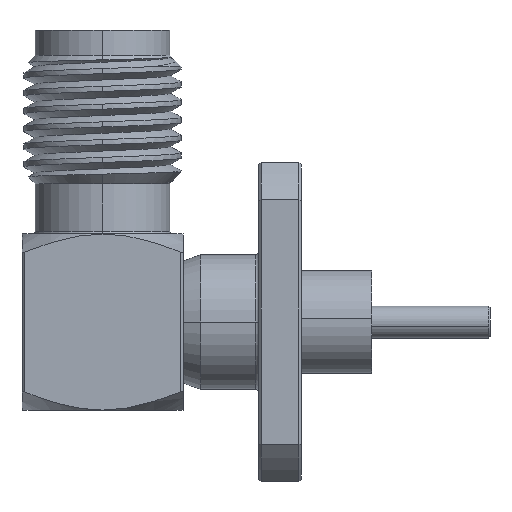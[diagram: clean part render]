
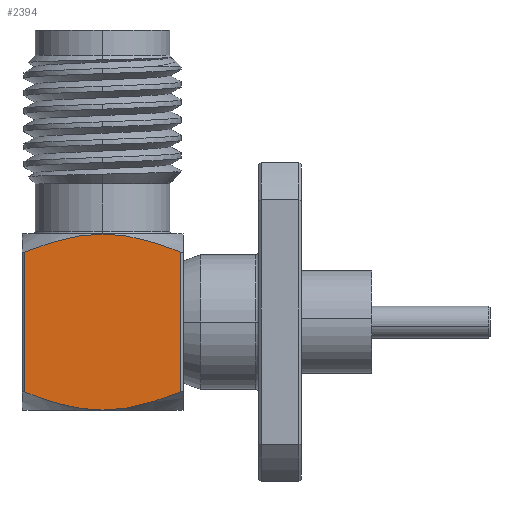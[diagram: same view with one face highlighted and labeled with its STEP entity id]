
A CAD part, left-side view. The second image highlights one B-rep face of the part: STEP entity #2394.
In plain terms, the highlighted planar face has unit normal (-1, 0, 0).
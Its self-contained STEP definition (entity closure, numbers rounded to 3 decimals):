
#84 = VERTEX_POINT ( 'NONE', #3569 ) ;
#220 = CARTESIAN_POINT ( 'NONE',  ( -3.2, 2.598, -8.623 ) ) ;
#288 = CARTESIAN_POINT ( 'NONE',  ( -3.2, -3.092, -8.822 ) ) ;
#389 = CARTESIAN_POINT ( 'NONE',  ( -3.2, 3.092, -14.378 ) ) ;
#524 = CARTESIAN_POINT ( 'NONE',  ( -3.2, 0.266, -8.1 ) ) ;
#554 = EDGE_LOOP ( 'NONE', ( #681, #4585, #3812, #2007, #2031, #2227 ) ) ;
#658 = B_SPLINE_CURVE_WITH_KNOTS ( 'NONE', 3,
 ( #288, #1733, #2466, #693, #3174, #1757 ),
 .UNSPECIFIED., .F., .F.,
 ( 4, 2, 4 ),
 ( 0.007, 0.009, 0.011 ),
 .UNSPECIFIED. ) ;
#681 = ORIENTED_EDGE ( 'NONE', *, *, #3376, .T. ) ;
#687 = CARTESIAN_POINT ( 'NONE',  ( -3.2, -3.2, 13.364 ) ) ;
#693 = CARTESIAN_POINT ( 'NONE',  ( -3.2, -1.057, -8.179 ) ) ;
#802 = CARTESIAN_POINT ( 'NONE',  ( -3.2, -3.092, 0. ) ) ;
#822 = VERTEX_POINT ( 'NONE', #895 ) ;
#871 = CARTESIAN_POINT ( 'NONE',  ( -3.2, 0., -15.1 ) ) ;
#895 = CARTESIAN_POINT ( 'NONE',  ( -3.2, 0., -15.1 ) ) ;
#1119 = CARTESIAN_POINT ( 'NONE',  ( -3.2, 1.057, -15.021 ) ) ;
#1187 = CARTESIAN_POINT ( 'NONE',  ( -3.2, 0.531, -15.1 ) ) ;
#1221 = CARTESIAN_POINT ( 'NONE',  ( -3.2, -1.326, -14.952 ) ) ;
#1276 = CARTESIAN_POINT ( 'NONE',  ( -3.2, 2.097, -8.445 ) ) ;
#1334 = AXIS2_PLACEMENT_3D ( 'NONE', #687, #1387, #4247 ) ;
#1387 = DIRECTION ( 'NONE',  ( -1., 0., 0. ) ) ;
#1426 = EDGE_CURVE ( 'NONE', #3971, #4035, #658, .T. ) ;
#1548 = CARTESIAN_POINT ( 'NONE',  ( -3.2, 2.598, -14.577 ) ) ;
#1552 = CARTESIAN_POINT ( 'NONE',  ( -3.2, -0.266, -15.1 ) ) ;
#1573 = LINE ( 'NONE', #2993, #3001 ) ;
#1733 = CARTESIAN_POINT ( 'NONE',  ( -3.2, -2.598, -8.623 ) ) ;
#1757 = CARTESIAN_POINT ( 'NONE',  ( -3.2, 0., -8.1 ) ) ;
#2007 = ORIENTED_EDGE ( 'NONE', *, *, #1426, .T. ) ;
#2020 = CARTESIAN_POINT ( 'NONE',  ( -3.2, 0.535, -8.12 ) ) ;
#2031 = ORIENTED_EDGE ( 'NONE', *, *, #3067, .T. ) ;
#2079 = B_SPLINE_CURVE_WITH_KNOTS ( 'NONE', 3,
 ( #871, #1552, #3351, #2581, #1221, #3675, #2289, #4408 ),
 .UNSPECIFIED., .F., .F.,
 ( 4, 2, 2, 4 ),
 ( 0.011, 0.011, 0.012, 0.014 ),
 .UNSPECIFIED. ) ;
#2101 = VECTOR ( 'NONE', #2530, 1000. ) ;
#2104 = PLANE ( 'NONE',  #1334 ) ;
#2227 = ORIENTED_EDGE ( 'NONE', *, *, #3438, .T. ) ;
#2289 = CARTESIAN_POINT ( 'NONE',  ( -3.2, -2.598, -14.577 ) ) ;
#2381 = CARTESIAN_POINT ( 'NONE',  ( -3.2, 3.092, -14.378 ) ) ;
#2394 = ADVANCED_FACE ( 'NONE', ( #3887 ), #2104, .T. ) ;
#2395 = CARTESIAN_POINT ( 'NONE',  ( -3.2, -3.092, -8.822 ) ) ;
#2466 = CARTESIAN_POINT ( 'NONE',  ( -3.2, -2.096, -8.445 ) ) ;
#2512 = CARTESIAN_POINT ( 'NONE',  ( -3.2, 0., -8.1 ) ) ;
#2530 = DIRECTION ( 'NONE',  ( 0., 0., 1. ) ) ;
#2581 = CARTESIAN_POINT ( 'NONE',  ( -3.2, -1.065, -15.006 ) ) ;
#2610 = EDGE_CURVE ( 'NONE', #84, #3971, #4031, .T. ) ;
#2881 = VERTEX_POINT ( 'NONE', #2381 ) ;
#2973 = CARTESIAN_POINT ( 'NONE',  ( -3.2, 0., -15.1 ) ) ;
#2993 = CARTESIAN_POINT ( 'NONE',  ( -3.2, 3.092, 0. ) ) ;
#3001 = VECTOR ( 'NONE', #4023, 1000. ) ;
#3067 = EDGE_CURVE ( 'NONE', #4035, #4525, #4444, .T. ) ;
#3079 = CARTESIAN_POINT ( 'NONE',  ( -3.2, 3.092, -8.822 ) ) ;
#3135 = EDGE_CURVE ( 'NONE', #822, #84, #2079, .T. ) ;
#3174 = CARTESIAN_POINT ( 'NONE',  ( -3.2, -0.531, -8.1 ) ) ;
#3351 = CARTESIAN_POINT ( 'NONE',  ( -3.2, -0.535, -15.08 ) ) ;
#3376 = EDGE_CURVE ( 'NONE', #2881, #822, #3868, .T. ) ;
#3438 = EDGE_CURVE ( 'NONE', #4525, #2881, #1573, .T. ) ;
#3453 = CARTESIAN_POINT ( 'NONE',  ( -3.2, 0., -8.1 ) ) ;
#3569 = CARTESIAN_POINT ( 'NONE',  ( -3.2, -3.092, -14.378 ) ) ;
#3604 = CARTESIAN_POINT ( 'NONE',  ( -3.2, 3.092, -8.822 ) ) ;
#3675 = CARTESIAN_POINT ( 'NONE',  ( -3.2, -2.097, -14.755 ) ) ;
#3759 = CARTESIAN_POINT ( 'NONE',  ( -3.2, 1.065, -8.194 ) ) ;
#3812 = ORIENTED_EDGE ( 'NONE', *, *, #2610, .T. ) ;
#3868 = B_SPLINE_CURVE_WITH_KNOTS ( 'NONE', 3,
 ( #389, #1548, #4454, #1119, #1187, #2973 ),
 .UNSPECIFIED., .F., .F.,
 ( 4, 2, 4 ),
 ( 0.007, 0.009, 0.011 ),
 .UNSPECIFIED. ) ;
#3887 = FACE_OUTER_BOUND ( 'NONE', #554, .T. ) ;
#3971 = VERTEX_POINT ( 'NONE', #2395 ) ;
#4023 = DIRECTION ( 'NONE',  ( 0., 0., -1. ) ) ;
#4031 = LINE ( 'NONE', #802, #2101 ) ;
#4035 = VERTEX_POINT ( 'NONE', #2512 ) ;
#4247 = DIRECTION ( 'NONE',  ( 0., -1., 0. ) ) ;
#4408 = CARTESIAN_POINT ( 'NONE',  ( -3.2, -3.092, -14.378 ) ) ;
#4444 = B_SPLINE_CURVE_WITH_KNOTS ( 'NONE', 3,
 ( #3453, #524, #2020, #3759, #4490, #1276, #220, #3079 ),
 .UNSPECIFIED., .F., .F.,
 ( 4, 2, 2, 4 ),
 ( 0.011, 0.011, 0.012, 0.014 ),
 .UNSPECIFIED. ) ;
#4454 = CARTESIAN_POINT ( 'NONE',  ( -3.2, 2.096, -14.755 ) ) ;
#4490 = CARTESIAN_POINT ( 'NONE',  ( -3.2, 1.326, -8.248 ) ) ;
#4525 = VERTEX_POINT ( 'NONE', #3604 ) ;
#4585 = ORIENTED_EDGE ( 'NONE', *, *, #3135, .T. ) ;
